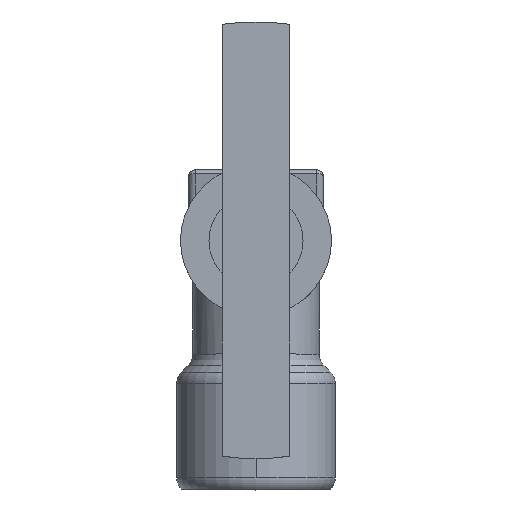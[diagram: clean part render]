
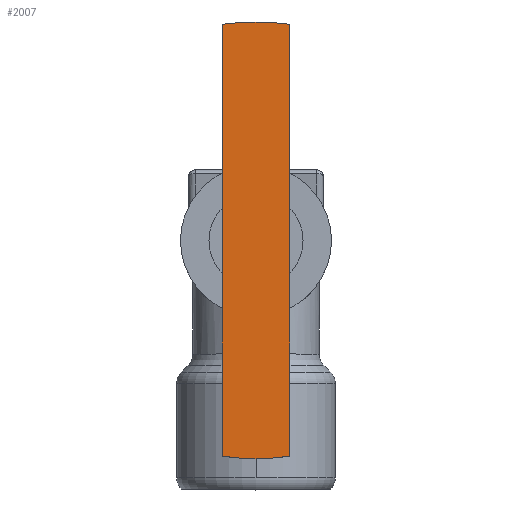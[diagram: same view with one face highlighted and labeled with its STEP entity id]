
A CAD part, top view. The second image highlights one B-rep face of the part: STEP entity #2007.
In plain terms, the highlighted planar face has unit normal (0, 0, 1).
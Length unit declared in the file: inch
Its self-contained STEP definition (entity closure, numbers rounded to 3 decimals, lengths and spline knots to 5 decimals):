
#49=PLANE($,#2213);
#240=FACE_OUTER_BOUND($,#376,.T.);
#376=EDGE_LOOP($,(#1492,#1493,#1494,#1495));
#549=CIRCLE($,#2214,1.625);
#550=CIRCLE($,#2215,1.625);
#705=LINE($,#3546,#796);
#709=LINE($,#3555,#800);
#796=VECTOR($,#2648,3.21131);
#800=VECTOR($,#2654,3.21131);
#932=VERTEX_POINT($,#3540);
#934=VERTEX_POINT($,#3544);
#936=VERTEX_POINT($,#3549);
#938=VERTEX_POINT($,#3553);
#1145=EDGE_CURVE($,#932,#934,#705,.T.);
#1149=EDGE_CURVE($,#936,#938,#709,.T.);
#1150=EDGE_CURVE($,#934,#936,#549,.T.);
#1151=EDGE_CURVE($,#938,#932,#550,.T.);
#1492=ORIENTED_EDGE($,*,*,#1145,.T.);
#1493=ORIENTED_EDGE($,*,*,#1150,.T.);
#1494=ORIENTED_EDGE($,*,*,#1149,.T.);
#1495=ORIENTED_EDGE($,*,*,#1151,.T.);
#2007=ADVANCED_FACE($,(#240),#49,.T.);
#2213=AXIS2_PLACEMENT_3D($,#3556,#2655,#2656);
#2214=AXIS2_PLACEMENT_3D($,#3557,#2657,#2658);
#2215=AXIS2_PLACEMENT_3D($,#3558,#2659,#2660);
#2648=DIRECTION($,(0.,-1.,0.));
#2654=DIRECTION($,(0.,1.,0.));
#2655=DIRECTION('center_axis',(0.,0.,
1.));
#2656=DIRECTION('ref_axis',(-1.,0.,0.));
#2657=DIRECTION('center_axis',(0.,0.,
1.));
#2658=DIRECTION('ref_axis',(0.,1.,0.));
#2659=DIRECTION('center_axis',(0.,0.,
1.));
#2660=DIRECTION('ref_axis',(0.,1.,0.));
#3540=CARTESIAN_POINT('',(-0.25,3.45578,3.17));
#3544=CARTESIAN_POINT('',(-0.25,0.24447,3.17));
#3546=CARTESIAN_POINT($,(-0.25,3.45578,3.17));
#3549=CARTESIAN_POINT('',(0.25,0.24447,3.17));
#3553=CARTESIAN_POINT('',(0.25,3.45578,3.17));
#3555=CARTESIAN_POINT($,(0.25,0.24447,3.17));
#3556=CARTESIAN_POINT('Origin',(0.275,3.63736,3.17));
#3557=CARTESIAN_POINT('Origin',(0.,1.85012,3.17));
#3558=CARTESIAN_POINT('Origin',(0.,1.85012,3.17));
